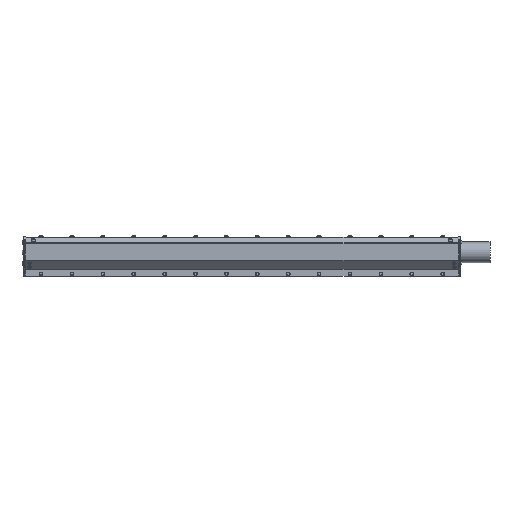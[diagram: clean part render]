
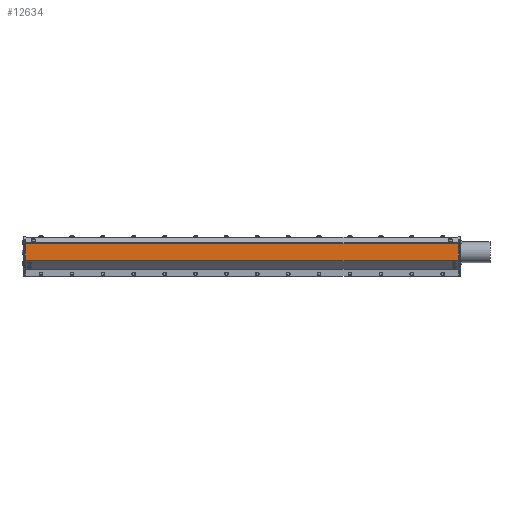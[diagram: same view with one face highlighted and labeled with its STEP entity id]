
A CAD part, top view. The second image highlights one B-rep face of the part: STEP entity #12634.
In plain terms, the highlighted planar face has unit normal (0, 0, 1).
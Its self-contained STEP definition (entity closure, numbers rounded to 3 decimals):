
#648=LINE('',#36461,#1132);
#686=LINE('',#36581,#1170);
#723=LINE('',#36721,#1207);
#724=LINE('',#36723,#1208);
#1132=VECTOR('',#15170,0.394);
#1170=VECTOR('',#15256,0.394);
#1207=VECTOR('',#15411,0.394);
#1208=VECTOR('',#15414,0.394);
#2071=PLANE('',#13625);
#2604=FACE_OUTER_BOUND('',#3525,.T.);
#3525=EDGE_LOOP('',(#9168,#9169,#9170,#9171));
#5975=VERTEX_POINT('',#36458);
#5976=VERTEX_POINT('',#36460);
#6033=VERTEX_POINT('',#36578);
#6034=VERTEX_POINT('',#36580);
#7181=EDGE_CURVE('',#5976,#5975,#648,.T.);
#7241=EDGE_CURVE('',#6033,#6034,#686,.T.);
#7311=EDGE_CURVE('',#6034,#5975,#723,.T.);
#7312=EDGE_CURVE('',#5976,#6033,#724,.T.);
#9168=ORIENTED_EDGE('',*,*,#7311,.F.);
#9169=ORIENTED_EDGE('',*,*,#7241,.F.);
#9170=ORIENTED_EDGE('',*,*,#7312,.F.);
#9171=ORIENTED_EDGE('',*,*,#7181,.T.);
#12634=ADVANCED_FACE('',(#2604),#2071,.T.);
#13625=AXIS2_PLACEMENT_3D('',#36722,#15412,#15413);
#15170=DIRECTION('',(0.,-1.,0.));
#15256=DIRECTION('',(0.,-1.,0.));
#15411=DIRECTION('',(-1.,0.,0.));
#15412=DIRECTION('center_axis',(0.,0.,
1.));
#15413=DIRECTION('ref_axis',(0.,-1.,0.));
#15414=DIRECTION('',(1.,0.,0.));
#36458=CARTESIAN_POINT('',(-0.798,0.611,2.705));
#36460=CARTESIAN_POINT('',(-0.798,2.25,2.705));
#36461=CARTESIAN_POINT('',(-0.798,2.275,2.705));
#36578=CARTESIAN_POINT('',(41.202,2.25,2.705));
#36580=CARTESIAN_POINT('',(41.202,0.611,2.705));
#36581=CARTESIAN_POINT('',(41.202,2.275,2.705));
#36721=CARTESIAN_POINT('',(-0.798,0.611,2.705));
#36722=CARTESIAN_POINT('Origin',(-0.798,2.275,2.705));
#36723=CARTESIAN_POINT('',(-0.798,2.25,2.705));
